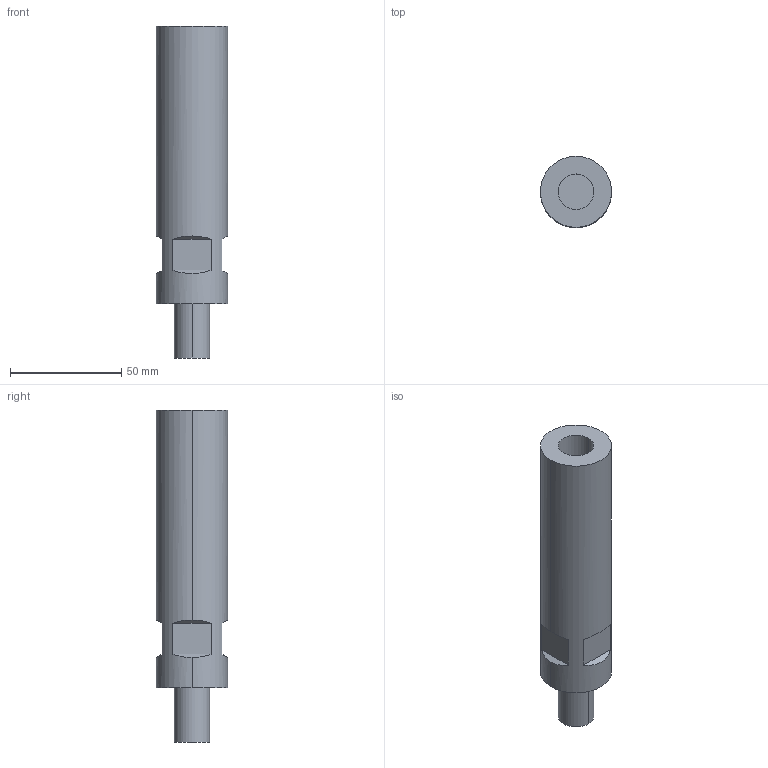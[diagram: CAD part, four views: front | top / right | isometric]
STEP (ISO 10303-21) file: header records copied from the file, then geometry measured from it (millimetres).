
FILE_DESCRIPTION (( 'STEP AP203' ), '1' );
FILE_NAME ('bj601-16125.STEP', '2021-10-24T23:55:40', ( '' ), ( '' ), 'SwSTEP 2.0', 'SolidWorks 2020', '' );
FILE_SCHEMA (( 'CONFIG_CONTROL_DESIGN' ));
Length unit declared in the file: millimetre
Products named in the file (1): bj601-16125
Bounding box: 32 x 32 x 149.5 mm (x, y, z)
Volume: 95649.2 mm3; surface area: 17493.6 mm2
Topology: 1 solids, 1 shells, 22 faces, 48 edges, 32 vertices
Faces by surface type: plane 16, cylinder 6
Entity records: 681 total; most frequent: CARTESIAN_POINT 139, ORIENTED_EDGE 96, DIRECTION 94, EDGE_CURVE 48, AXIS2_PLACEMENT_3D 35, VERTEX_POINT 32, EDGE_LOOP 26, VECTOR 24
